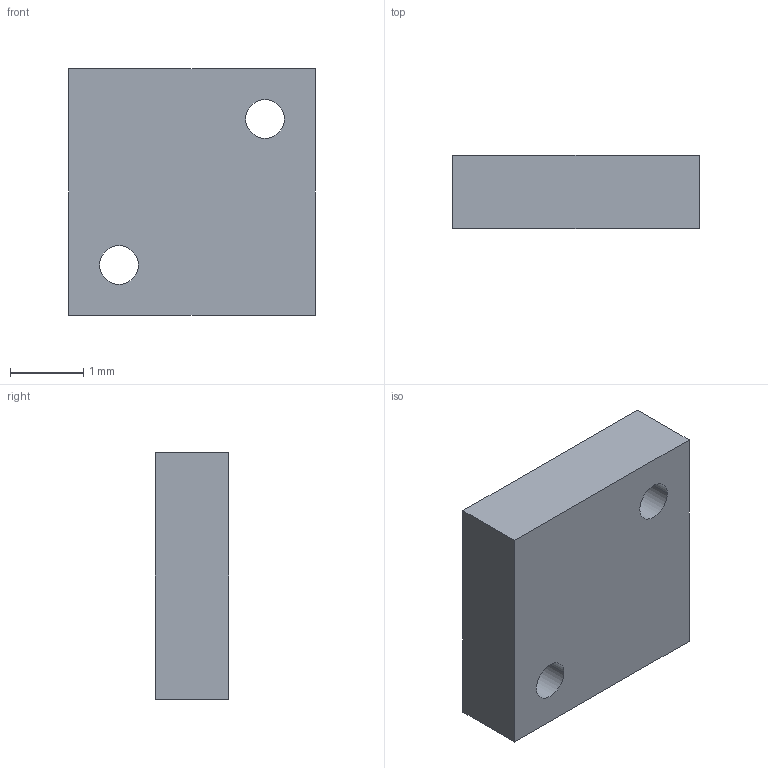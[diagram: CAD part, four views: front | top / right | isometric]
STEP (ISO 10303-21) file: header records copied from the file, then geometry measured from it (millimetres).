
FILE_DESCRIPTION(('produced by SPATIAL CORP'),'2;1');
FILE_NAME( 'RiserBlock1.hh.sat.stp','2002-04-19T11:16:05+00:00',('SPATIAL CORP'),('SPATIAL CORP' ),'ACIS STEP Husk','http://www.spatial.com','SPATIAL CORP');
FILE_SCHEMA(('CONFIG_CONTROL_DESIGN'));
Length unit declared in the file: millimetre
Products named in the file (1): PRODUCT_ID_1
Bounding box: 3.38 x 1 x 3.38 mm (x, y, z)
Volume: 9.9 mm3; surface area: 46.5 mm2
Topology: 1 solids, 1 shells, 62 faces, 140 edges, 82 vertices
Faces by surface type: cylinder 32, cone 16, plane 14
Entity records: 1463 total; most frequent: ORIENTED_EDGE 256, CARTESIAN_POINT 214, DIRECTION 204, EDGE_CURVE 128, VERTEX_POINT 82, EDGE_LOOP 80, FACE_BOUND 80, AXIS2_PLACEMENT_3D 72
